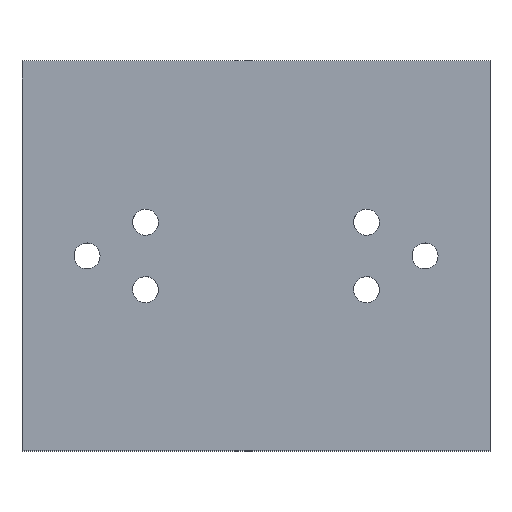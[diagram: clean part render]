
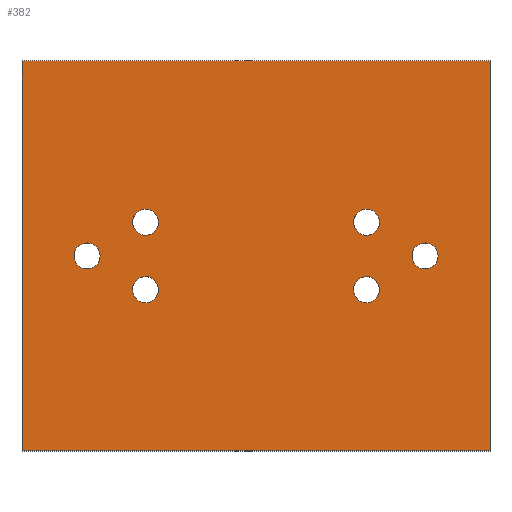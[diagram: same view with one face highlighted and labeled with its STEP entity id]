
A CAD part, top view. The second image highlights one B-rep face of the part: STEP entity #382.
In plain terms, the highlighted planar face has unit normal (0, 0, 1).
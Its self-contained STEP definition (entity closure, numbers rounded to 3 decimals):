
#19=CARTESIAN_POINT('#19',(180.,0.0,20.));
#20=VERTEX_POINT('#20',#19);
#21=CARTESIAN_POINT('#21',(0.0,0.0,20.));
#22=VERTEX_POINT('#22',#21);
#23=CARTESIAN_POINT('#23',(180.,150.,20.));
#24=VERTEX_POINT('#24',#23);
#25=CARTESIAN_POINT('#25',(0.0,150.,20.));
#26=VERTEX_POINT('#26',#25);
#27=CARTESIAN_POINT('#27',(42.5,87.99,20.));
#28=VERTEX_POINT('#28',#27);
#29=CARTESIAN_POINT('#29',(52.5,87.99,20.));
#30=VERTEX_POINT('#30',#29);
#31=CARTESIAN_POINT('#31',(42.5,62.01,20.));
#32=VERTEX_POINT('#32',#31);
#33=CARTESIAN_POINT('#33',(52.5,62.01,20.));
#34=VERTEX_POINT('#34',#33);
#35=CARTESIAN_POINT('#35',(127.5,62.01,20.));
#36=VERTEX_POINT('#36',#35);
#37=CARTESIAN_POINT('#37',(137.5,62.01,20.));
#38=VERTEX_POINT('#38',#37);
#39=CARTESIAN_POINT('#39',(127.5,87.99,20.));
#40=VERTEX_POINT('#40',#39);
#41=CARTESIAN_POINT('#41',(137.5,87.99,20.));
#42=VERTEX_POINT('#42',#41);
#43=CARTESIAN_POINT('#43',(20.,75.,20.));
#44=VERTEX_POINT('#44',#43);
#45=CARTESIAN_POINT('#45',(30.,75.,20.));
#46=VERTEX_POINT('#46',#45);
#47=CARTESIAN_POINT('#47',(150.,75.,20.));
#48=VERTEX_POINT('#48',#47);
#49=CARTESIAN_POINT('#49',(160.,75.,20.));
#50=VERTEX_POINT('#50',#49);
#83=CARTESIAN_POINT('#83',(180.,0.0,20.));
#84=DIRECTION('#84',(-1.,0.0,0.0));
#85=VECTOR('#85',#84,180.);
#86=LINE('#86',#83,#85);
#87=CARTESIAN_POINT('#87',(180.,150.,20.));
#88=DIRECTION('#88',(0.0,-1.,0.0));
#89=VECTOR('#89',#88,150.);
#90=LINE('#90',#87,#89);
#91=CARTESIAN_POINT('#91',(0.0,150.,20.));
#92=DIRECTION('#92',(1.0,0.0,0.0));
#93=VECTOR('#93',#92,180.);
#94=LINE('#94',#91,#93);
#95=CARTESIAN_POINT('#95',(0.0,0.0,20.));
#96=DIRECTION('#96',(0.0,1.0,0.0));
#97=VECTOR('#97',#96,150.);
#98=LINE('#98',#95,#97);
#99=CARTESIAN_POINT('#99',(42.5,87.99,20.));
#100=CARTESIAN_POINT('#100',(42.5,97.99,20.));
#101=CARTESIAN_POINT('#101',(52.5,97.99,20.));
#102=CARTESIAN_POINT('#102',(52.5,87.99,20.));
#103=(BOUNDED_CURVE()B_SPLINE_CURVE(3,(#99,#100,#101,#102),.UNSPECIFIED.
,.F.,.F.)B_SPLINE_CURVE_WITH_KNOTS((4,4),(0.0,0.5),.UNSPECIFIED.)CURVE()
GEOMETRIC_REPRESENTATION_ITEM()RATIONAL_B_SPLINE_CURVE((1.0,
0.333,0.333,1.0))REPRESENTATION_ITEM('#103'));
#104=CARTESIAN_POINT('#104',(52.5,87.99,20.));
#105=CARTESIAN_POINT('#105',(52.5,77.99,20.));
#106=CARTESIAN_POINT('#106',(42.5,77.99,20.));
#107=CARTESIAN_POINT('#107',(42.5,87.99,20.));
#108=(BOUNDED_CURVE()B_SPLINE_CURVE(3,(#104,#105,#106,#107),
.UNSPECIFIED.,.F.,.F.)B_SPLINE_CURVE_WITH_KNOTS((4,4),(0.0,0.5),
.UNSPECIFIED.)CURVE()GEOMETRIC_REPRESENTATION_ITEM()
RATIONAL_B_SPLINE_CURVE((1.0,0.333,0.333,1.0))
REPRESENTATION_ITEM('#108'));
#109=CARTESIAN_POINT('#109',(42.5,62.01,20.));
#110=CARTESIAN_POINT('#110',(42.5,72.01,20.));
#111=CARTESIAN_POINT('#111',(52.5,72.01,20.));
#112=CARTESIAN_POINT('#112',(52.5,62.01,20.));
#113=(BOUNDED_CURVE()B_SPLINE_CURVE(3,(#109,#110,#111,#112),
.UNSPECIFIED.,.F.,.F.)B_SPLINE_CURVE_WITH_KNOTS((4,4),(0.0,0.5),
.UNSPECIFIED.)CURVE()GEOMETRIC_REPRESENTATION_ITEM()
RATIONAL_B_SPLINE_CURVE((1.0,0.333,0.333,1.0))
REPRESENTATION_ITEM('#113'));
#114=CARTESIAN_POINT('#114',(52.5,62.01,20.));
#115=CARTESIAN_POINT('#115',(52.5,52.01,20.));
#116=CARTESIAN_POINT('#116',(42.5,52.01,20.));
#117=CARTESIAN_POINT('#117',(42.5,62.01,20.));
#118=(BOUNDED_CURVE()B_SPLINE_CURVE(3,(#114,#115,#116,#117),
.UNSPECIFIED.,.F.,.F.)B_SPLINE_CURVE_WITH_KNOTS((4,4),(0.0,0.5),
.UNSPECIFIED.)CURVE()GEOMETRIC_REPRESENTATION_ITEM()
RATIONAL_B_SPLINE_CURVE((1.0,0.333,0.333,1.0))
REPRESENTATION_ITEM('#118'));
#119=CARTESIAN_POINT('#119',(127.5,62.01,20.));
#120=CARTESIAN_POINT('#120',(127.5,72.01,20.));
#121=CARTESIAN_POINT('#121',(137.5,72.01,20.));
#122=CARTESIAN_POINT('#122',(137.5,62.01,20.));
#123=(BOUNDED_CURVE()B_SPLINE_CURVE(3,(#119,#120,#121,#122),
.UNSPECIFIED.,.F.,.F.)B_SPLINE_CURVE_WITH_KNOTS((4,4),(0.0,0.5),
.UNSPECIFIED.)CURVE()GEOMETRIC_REPRESENTATION_ITEM()
RATIONAL_B_SPLINE_CURVE((1.0,0.333,0.333,1.0))
REPRESENTATION_ITEM('#123'));
#124=CARTESIAN_POINT('#124',(137.5,62.01,20.));
#125=CARTESIAN_POINT('#125',(137.5,52.01,20.));
#126=CARTESIAN_POINT('#126',(127.5,52.01,20.));
#127=CARTESIAN_POINT('#127',(127.5,62.01,20.));
#128=(BOUNDED_CURVE()B_SPLINE_CURVE(3,(#124,#125,#126,#127),
.UNSPECIFIED.,.F.,.F.)B_SPLINE_CURVE_WITH_KNOTS((4,4),(0.0,0.5),
.UNSPECIFIED.)CURVE()GEOMETRIC_REPRESENTATION_ITEM()
RATIONAL_B_SPLINE_CURVE((1.0,0.333,0.333,1.0))
REPRESENTATION_ITEM('#128'));
#129=CARTESIAN_POINT('#129',(127.5,87.99,20.));
#130=CARTESIAN_POINT('#130',(127.5,97.99,20.));
#131=CARTESIAN_POINT('#131',(137.5,97.99,20.));
#132=CARTESIAN_POINT('#132',(137.5,87.99,20.));
#133=(BOUNDED_CURVE()B_SPLINE_CURVE(3,(#129,#130,#131,#132),
.UNSPECIFIED.,.F.,.F.)B_SPLINE_CURVE_WITH_KNOTS((4,4),(0.0,0.5),
.UNSPECIFIED.)CURVE()GEOMETRIC_REPRESENTATION_ITEM()
RATIONAL_B_SPLINE_CURVE((1.0,0.333,0.333,1.0))
REPRESENTATION_ITEM('#133'));
#134=CARTESIAN_POINT('#134',(137.5,87.99,20.));
#135=CARTESIAN_POINT('#135',(137.5,77.99,20.));
#136=CARTESIAN_POINT('#136',(127.5,77.99,20.));
#137=CARTESIAN_POINT('#137',(127.5,87.99,20.));
#138=(BOUNDED_CURVE()B_SPLINE_CURVE(3,(#134,#135,#136,#137),
.UNSPECIFIED.,.F.,.F.)B_SPLINE_CURVE_WITH_KNOTS((4,4),(0.0,0.5),
.UNSPECIFIED.)CURVE()GEOMETRIC_REPRESENTATION_ITEM()
RATIONAL_B_SPLINE_CURVE((1.0,0.333,0.333,1.0))
REPRESENTATION_ITEM('#138'));
#139=CARTESIAN_POINT('#139',(20.,75.,20.));
#140=CARTESIAN_POINT('#140',(20.,85.,20.));
#141=CARTESIAN_POINT('#141',(30.,85.,20.));
#142=CARTESIAN_POINT('#142',(30.,75.,20.));
#143=(BOUNDED_CURVE()B_SPLINE_CURVE(3,(#139,#140,#141,#142),
.UNSPECIFIED.,.F.,.F.)B_SPLINE_CURVE_WITH_KNOTS((4,4),(0.0,0.5),
.UNSPECIFIED.)CURVE()GEOMETRIC_REPRESENTATION_ITEM()
RATIONAL_B_SPLINE_CURVE((1.0,0.333,0.333,1.0))
REPRESENTATION_ITEM('#143'));
#144=CARTESIAN_POINT('#144',(30.,75.,20.));
#145=CARTESIAN_POINT('#145',(30.,65.,20.));
#146=CARTESIAN_POINT('#146',(20.,65.,20.));
#147=CARTESIAN_POINT('#147',(20.,75.,20.));
#148=(BOUNDED_CURVE()B_SPLINE_CURVE(3,(#144,#145,#146,#147),
.UNSPECIFIED.,.F.,.F.)B_SPLINE_CURVE_WITH_KNOTS((4,4),(0.0,0.5),
.UNSPECIFIED.)CURVE()GEOMETRIC_REPRESENTATION_ITEM()
RATIONAL_B_SPLINE_CURVE((1.0,0.333,0.333,1.0))
REPRESENTATION_ITEM('#148'));
#149=CARTESIAN_POINT('#149',(150.,75.,20.));
#150=CARTESIAN_POINT('#150',(150.,85.,20.));
#151=CARTESIAN_POINT('#151',(160.,85.,20.));
#152=CARTESIAN_POINT('#152',(160.,75.,20.));
#153=(BOUNDED_CURVE()B_SPLINE_CURVE(3,(#149,#150,#151,#152),
.UNSPECIFIED.,.F.,.F.)B_SPLINE_CURVE_WITH_KNOTS((4,4),(0.0,0.5),
.UNSPECIFIED.)CURVE()GEOMETRIC_REPRESENTATION_ITEM()
RATIONAL_B_SPLINE_CURVE((1.0,0.333,0.333,1.0))
REPRESENTATION_ITEM('#153'));
#154=CARTESIAN_POINT('#154',(160.,75.,20.));
#155=CARTESIAN_POINT('#155',(160.,65.,20.));
#156=CARTESIAN_POINT('#156',(150.,65.,20.));
#157=CARTESIAN_POINT('#157',(150.,75.,20.));
#158=(BOUNDED_CURVE()B_SPLINE_CURVE(3,(#154,#155,#156,#157),
.UNSPECIFIED.,.F.,.F.)B_SPLINE_CURVE_WITH_KNOTS((4,4),(0.0,0.5),
.UNSPECIFIED.)CURVE()GEOMETRIC_REPRESENTATION_ITEM()
RATIONAL_B_SPLINE_CURVE((1.0,0.333,0.333,1.0))
REPRESENTATION_ITEM('#158'));
#299=EDGE_CURVE('#299',#20,#22,#86,.T.);
#300=EDGE_CURVE('#300',#24,#20,#90,.T.);
#301=EDGE_CURVE('#301',#26,#24,#94,.T.);
#302=EDGE_CURVE('#302',#22,#26,#98,.T.);
#303=EDGE_CURVE('#303',#28,#30,#103,.T.);
#304=EDGE_CURVE('#304',#30,#28,#108,.T.);
#305=EDGE_CURVE('#305',#32,#34,#113,.T.);
#306=EDGE_CURVE('#306',#34,#32,#118,.T.);
#307=EDGE_CURVE('#307',#36,#38,#123,.T.);
#308=EDGE_CURVE('#308',#38,#36,#128,.T.);
#309=EDGE_CURVE('#309',#40,#42,#133,.T.);
#310=EDGE_CURVE('#310',#42,#40,#138,.T.);
#311=EDGE_CURVE('#311',#44,#46,#143,.T.);
#312=EDGE_CURVE('#312',#46,#44,#148,.T.);
#313=EDGE_CURVE('#313',#48,#50,#153,.T.);
#314=EDGE_CURVE('#314',#50,#48,#158,.T.);
#347=ORIENTED_EDGE('#347',*,*,#299,.F.);
#348=ORIENTED_EDGE('#348',*,*,#300,.F.);
#349=ORIENTED_EDGE('#349',*,*,#301,.F.);
#350=ORIENTED_EDGE('#350',*,*,#302,.F.);
#351=EDGE_LOOP('#351',(#347,#348,#349,#350));
#352=FACE_OUTER_BOUND('#352',#351,.T.);
#353=ORIENTED_EDGE('#353',*,*,#303,.T.);
#354=ORIENTED_EDGE('#354',*,*,#304,.T.);
#355=EDGE_LOOP('#355',(#353,#354));
#356=FACE_BOUND('#356',#355,.T.);
#357=ORIENTED_EDGE('#357',*,*,#305,.T.);
#358=ORIENTED_EDGE('#358',*,*,#306,.T.);
#359=EDGE_LOOP('#359',(#357,#358));
#360=FACE_BOUND('#360',#359,.T.);
#361=ORIENTED_EDGE('#361',*,*,#307,.T.);
#362=ORIENTED_EDGE('#362',*,*,#308,.T.);
#363=EDGE_LOOP('#363',(#361,#362));
#364=FACE_BOUND('#364',#363,.T.);
#365=ORIENTED_EDGE('#365',*,*,#309,.T.);
#366=ORIENTED_EDGE('#366',*,*,#310,.T.);
#367=EDGE_LOOP('#367',(#365,#366));
#368=FACE_BOUND('#368',#367,.T.);
#369=ORIENTED_EDGE('#369',*,*,#311,.T.);
#370=ORIENTED_EDGE('#370',*,*,#312,.T.);
#371=EDGE_LOOP('#371',(#369,#370));
#372=FACE_BOUND('#372',#371,.T.);
#373=ORIENTED_EDGE('#373',*,*,#313,.T.);
#374=ORIENTED_EDGE('#374',*,*,#314,.T.);
#375=EDGE_LOOP('#375',(#373,#374));
#376=FACE_BOUND('#376',#375,.T.);
#377=CARTESIAN_POINT('#377',(90.,75.,20.));
#378=DIRECTION('#378',(0.0,0.0,1.0));
#379=DIRECTION('#379',(1.0,0.0,0.0));
#380=AXIS2_PLACEMENT_3D('#380',#377,#378,#379);
#381=PLANE('#381',#380);
#382=ADVANCED_FACE('#382',(#352,#356,#360,#364,#368,#372,#376),#381,.T.)
;
